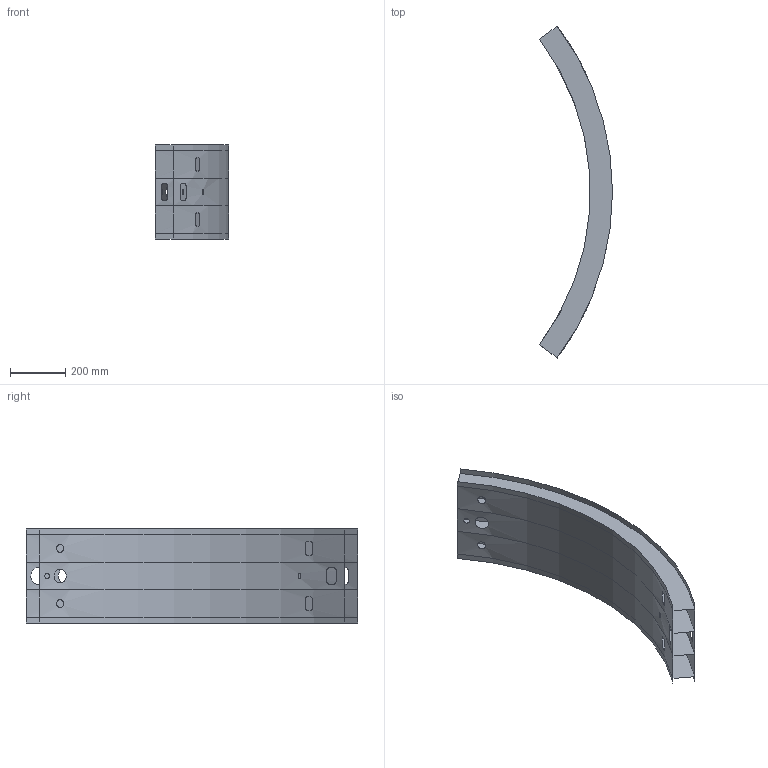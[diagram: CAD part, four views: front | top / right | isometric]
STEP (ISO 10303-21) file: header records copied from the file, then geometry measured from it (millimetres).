
FILE_DESCRIPTION(('CATIA V5 STEP Exchange'),'2;1');
FILE_NAME('part3_1.stp','2023-06-26T08:21:29+00:00',('none'),('none'),'CATIA Version 5 Release 21 GA (IN-10)','CATIA V5 STEP AP203','none');
FILE_SCHEMA(('CONFIG_CONTROL_DESIGN'));
Length unit declared in the file: millimetre
Products named in the file (1): Part1
Bounding box: 264 x 1200 x 340 mm (x, y, z)
Surface area: 1209869.7 mm2 (no closed solid volume)
Topology: 0 solids, 6 shells, 14 faces, 128 edges, 120 vertices
Faces by surface type: cylinder 10, plane 4
Entity records: 1530 total; most frequent: CARTESIAN_POINT 709, ORIENTED_EDGE 136, EDGE_CURVE 128, VERTEX_POINT 104, DIRECTION 96, B_SPLINE_CURVE_WITH_KNOTS 60, VECTOR 44, LINE 44
